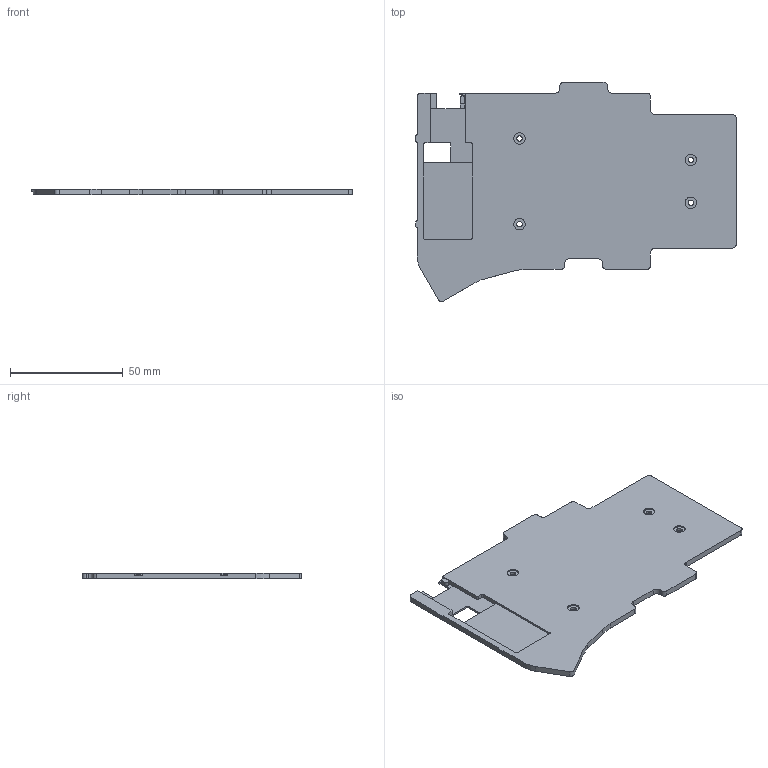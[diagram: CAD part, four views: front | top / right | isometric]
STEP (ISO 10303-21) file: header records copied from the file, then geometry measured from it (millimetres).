
FILE_DESCRIPTION(('FreeCAD Model'),'2;1');
FILE_NAME('Open CASCADE Shape Model','2025-09-20T16:37:48',(''),(''), 'Open CASCADE STEP processor 7.8','FreeCAD','Unknown');
FILE_SCHEMA(('AUTOMOTIVE_DESIGN { 1 0 10303 214 1 1 1 1 }'));
Length unit declared in the file: millimetre
Products named in the file (1): Bottom-Right001
Bounding box: 142.05 x 97.18 x 2.6 mm (x, y, z)
Volume: 25464.7 mm3; surface area: 22681.6 mm2
Topology: 1 solids, 1 shells, 163 faces, 422 edges, 276 vertices
Faces by surface type: plane 100, cylinder 59, cone 4
Full cylindrical faces by diameter (mm): 2.4 x4, 3.8 x4, 5 x4
Entity records: 5014 total; most frequent: DIRECTION 872, CARTESIAN_POINT 862, ORIENTED_EDGE 844, EDGE_CURVE 422, LINE 300, VECTOR 300, AXIS2_PLACEMENT_3D 286, VERTEX_POINT 276
